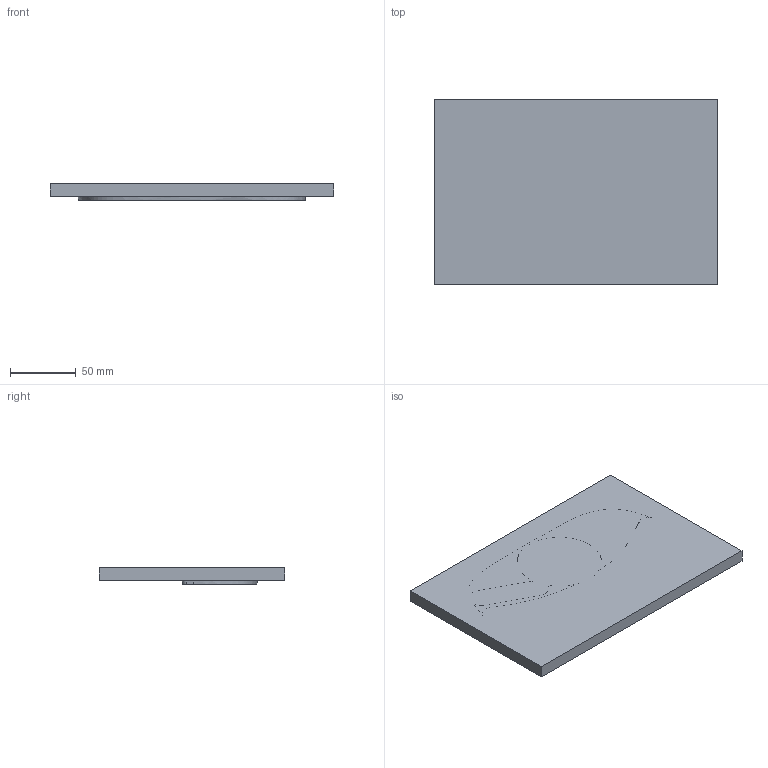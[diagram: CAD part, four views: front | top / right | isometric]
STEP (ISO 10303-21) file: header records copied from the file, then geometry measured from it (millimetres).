
FILE_DESCRIPTION(/* description */ (''),/* implementation_level */ '2;1');
FILE_NAME(/* name */ 'Stylish Belt Synth - Top - Outside Negative.step',/* time_stamp */ '2020-02-13T01:34:54-08:00',/* author */ (''),/* organization */ (''),/* preprocessor_version */ 'ST-DEVELOPER v18',/* originating_system */ 'Autodesk Translation Framework v8.12.0.6',/* authorisation */ '');
FILE_SCHEMA (('AUTOMOTIVE_DESIGN { 1 0 10303 214 3 1 1 }'));
Length unit declared in the file: millimetre
Products named in the file (4): Stylish Belt Synth V4 Plastic Enclosure; Molds for Molds; Top Molds; Top top
Assembly tree (3 placements, depth 4):
  Stylish Belt Synth V4 Plastic Enclosure
    Molds for Molds
      Top Molds
        Top top
Bounding box: 216.26 x 141.46 x 12.62 mm (x, y, z)
Volume: 199382.1 mm3; surface area: 75606.1 mm2
Topology: 1 solids, 1 shells, 112 faces, 391 edges, 279 vertices
Faces by surface type: bspline 70, plane 23, cylinder 8, torus 6, cone 5
Full cylindrical faces by diameter (mm): 10 x4
Entity records: 21535 total; most frequent: CARTESIAN_POINT 18714, ORIENTED_EDGE 782, EDGE_CURVE 391, DIRECTION 284, VERTEX_POINT 281, B_SPLINE_CURVE_WITH_KNOTS 257, FACE_OUTER_BOUND 112, EDGE_LOOP 112
